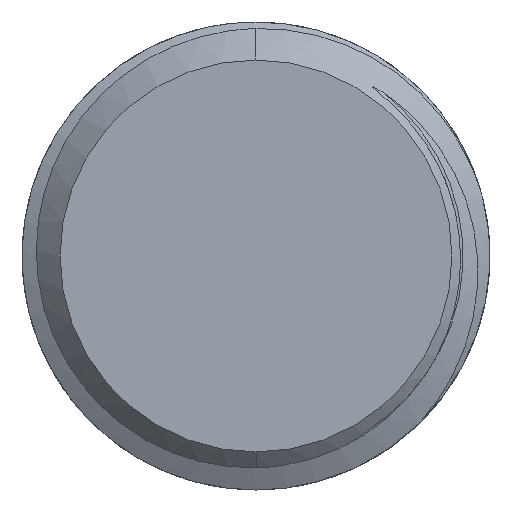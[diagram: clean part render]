
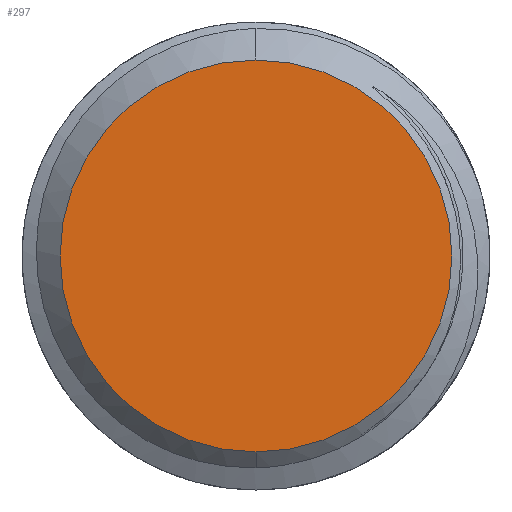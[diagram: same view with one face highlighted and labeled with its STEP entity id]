
A CAD part, front view. The second image highlights one B-rep face of the part: STEP entity #297.
In plain terms, the highlighted planar face has unit normal (0, -1, 0).
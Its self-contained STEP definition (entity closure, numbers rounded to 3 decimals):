
#127 = EDGE_CURVE ( 'NONE', #2087, #489, #3454, .T. ) ;
#261 = PLANE ( 'NONE',  #3016 ) ;
#274 = CIRCLE ( 'NONE', #600, 5.509 ) ;
#297 = ADVANCED_FACE ( 'NONE', ( #3114 ), #261, .F. ) ;
#438 = DIRECTION ( 'NONE',  ( 0., 0., 1. ) ) ;
#489 = VERTEX_POINT ( 'NONE', #1100 ) ;
#600 = AXIS2_PLACEMENT_3D ( 'NONE', #641, #3149, #997 ) ;
#641 = CARTESIAN_POINT ( 'NONE',  ( 0., 0., 0. ) ) ;
#896 = DIRECTION ( 'NONE',  ( 0., 1., 0. ) ) ;
#997 = DIRECTION ( 'NONE',  ( 0., 0., 1. ) ) ;
#1062 = CARTESIAN_POINT ( 'NONE',  ( 0., 0., -5.509 ) ) ;
#1100 = CARTESIAN_POINT ( 'NONE',  ( 0., 0., 5.509 ) ) ;
#1334 = AXIS2_PLACEMENT_3D ( 'NONE', #3331, #3431, #3414 ) ;
#1511 = EDGE_LOOP ( 'NONE', ( #3117, #3762 ) ) ;
#1753 = EDGE_CURVE ( 'NONE', #489, #2087, #274, .T. ) ;
#2087 = VERTEX_POINT ( 'NONE', #1062 ) ;
#3016 = AXIS2_PLACEMENT_3D ( 'NONE', #4518, #896, #438 ) ;
#3114 = FACE_OUTER_BOUND ( 'NONE', #1511, .T. ) ;
#3117 = ORIENTED_EDGE ( 'NONE', *, *, #1753, .T. ) ;
#3149 = DIRECTION ( 'NONE',  ( 0., -1., 0. ) ) ;
#3331 = CARTESIAN_POINT ( 'NONE',  ( 0., 0., 0. ) ) ;
#3414 = DIRECTION ( 'NONE',  ( 0., 0., 1. ) ) ;
#3431 = DIRECTION ( 'NONE',  ( 0., -1., 0. ) ) ;
#3454 = CIRCLE ( 'NONE', #1334, 5.509 ) ;
#3762 = ORIENTED_EDGE ( 'NONE', *, *, #127, .T. ) ;
#4518 = CARTESIAN_POINT ( 'NONE',  ( 0., 0., 0. ) ) ;
